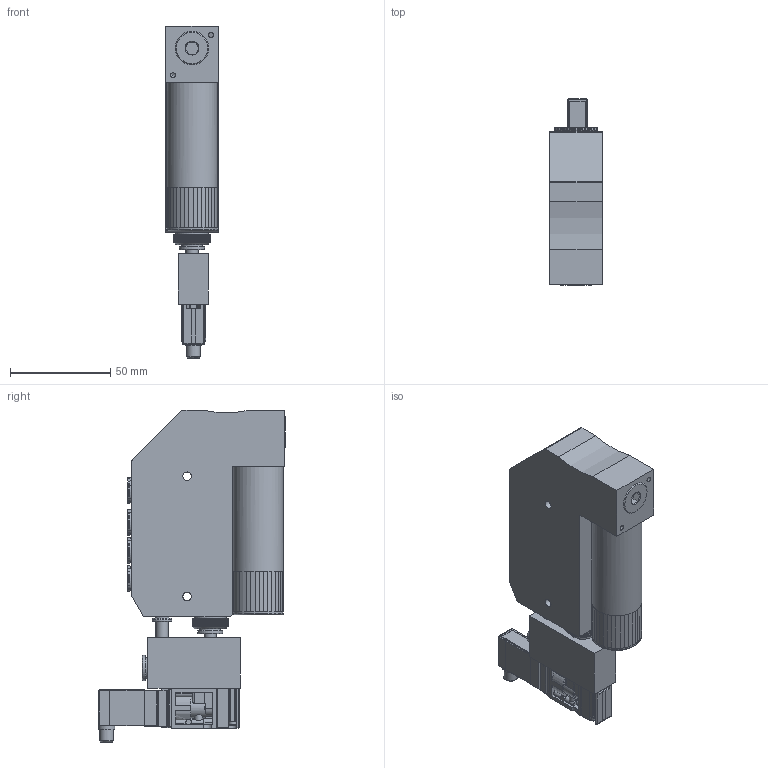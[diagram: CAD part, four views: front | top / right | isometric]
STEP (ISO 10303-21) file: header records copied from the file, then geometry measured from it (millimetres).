
FILE_DESCRIPTION(/* description */ (''),/* implementation_level */ '2;1');
FILE_NAME(/* name */ 'evnk2_evck_evnkkitt8s.stp',/* time_stamp */ '2022-02-09T08:06:51+01:00',/* author */ ('enginyeria'),/* organization */ (''),/* preprocessor_version */ 'ST-DEVELOPER v17.2',/* originating_system */ 'Autodesk Inventor 2019',/* authorisation */ '');
FILE_SCHEMA (('AUTOMOTIVE_DESIGN { 1 0 10303 214 3 1 1 }'));
Products named in the file (1): Pieza1
Bounding box: 26 x 93.1 x 165.51 mm (x, y, z)
Volume: 198657.3 mm3; surface area: 50877.8 mm2
Topology: 2 solids, 29 shells, 1397 faces, 3661 edges, 2379 vertices
Faces by surface type: plane 793, cylinder 400, cone 85, torus 61, bspline 53, sphere 5
Full cylindrical faces by diameter (mm): 1.2 x3, 1.3 x2, 1.5 x1, 1.6 x2, 1.7 x2, 2 x4, 2.1 x2, 2.199 x2, 2.2 x2, 2.4 x1, 2.459 x2, 3.5 x3, 3.6 x2, 3.8 x2, 4 x2, 4.2 x4, 4.95 x1, 5.2 x1, 5.4 x1, 5.75 x1, 6 x2, 6.2 x1, 6.6 x1, 6.8 x1, 7 x3, 7.05 x1, 7.3 x1, 8 x3, 8.2 x4, 8.75 x1
Entity records: 56460 total; most frequent: CARTESIAN_POINT 21332, DIRECTION 7521, ORIENTED_EDGE 7278, EDGE_CURVE 3639, AXIS2_PLACEMENT_3D 2752, VERTEX_POINT 2379, LINE 2017, VECTOR 2017
